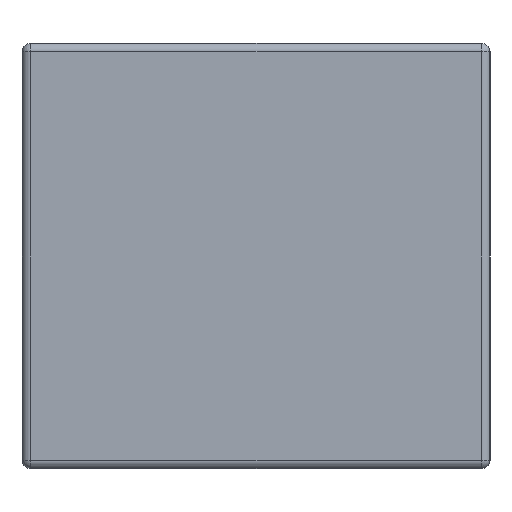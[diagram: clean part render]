
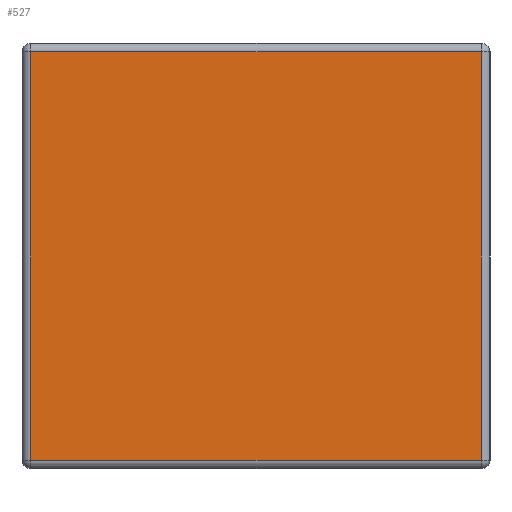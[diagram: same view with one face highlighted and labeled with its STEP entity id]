
A CAD part, left-side view. The second image highlights one B-rep face of the part: STEP entity #527.
In plain terms, the highlighted planar face has unit normal (-1, 0, 0).
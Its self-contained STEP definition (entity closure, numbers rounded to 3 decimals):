
#51 = DIRECTION ( 'NONE',  ( 0., -1., 0. ) ) ;
#103 = VECTOR ( 'NONE', #869, 1000. ) ;
#113 = DIRECTION ( 'NONE',  ( 0., 1., 0. ) ) ;
#122 = VERTEX_POINT ( 'NONE', #555 ) ;
#141 = LINE ( 'NONE', #777, #1048 ) ;
#185 = VERTEX_POINT ( 'NONE', #207 ) ;
#207 = CARTESIAN_POINT ( 'NONE',  ( -0.5, 0.01, -0.24 ) ) ;
#246 = VECTOR ( 'NONE', #51, 1000. ) ;
#292 = EDGE_LOOP ( 'NONE', ( #541, #1060, #454, #1081 ) ) ;
#296 = CARTESIAN_POINT ( 'NONE',  ( -0.5, 0.55, 0.24 ) ) ;
#336 = DIRECTION ( 'NONE',  ( 0., 0., -1. ) ) ;
#360 = LINE ( 'NONE', #799, #103 ) ;
#401 = LINE ( 'NONE', #470, #246 ) ;
#440 = CARTESIAN_POINT ( 'NONE',  ( -0.5, 0.54, -0.24 ) ) ;
#448 = DIRECTION ( 'NONE',  ( 0., 0., -1. ) ) ;
#454 = ORIENTED_EDGE ( 'NONE', *, *, #927, .T. ) ;
#470 = CARTESIAN_POINT ( 'NONE',  ( -0.5, 0.55, -0.24 ) ) ;
#486 = LINE ( 'NONE', #296, #741 ) ;
#515 = CARTESIAN_POINT ( 'NONE',  ( -0.5, 0.01, 0.24 ) ) ;
#527 = ADVANCED_FACE ( 'NONE', ( #794 ), #632, .F. ) ;
#541 = ORIENTED_EDGE ( 'NONE', *, *, #853, .T. ) ;
#555 = CARTESIAN_POINT ( 'NONE',  ( -0.5, 0.54, 0.24 ) ) ;
#632 = PLANE ( 'NONE',  #1043 ) ;
#638 = DIRECTION ( 'NONE',  ( 1., 0., 0. ) ) ;
#658 = EDGE_CURVE ( 'NONE', #917, #122, #486, .T. ) ;
#678 = EDGE_CURVE ( 'NONE', #1022, #185, #401, .T. ) ;
#741 = VECTOR ( 'NONE', #113, 1000. ) ;
#777 = CARTESIAN_POINT ( 'NONE',  ( -0.5, 0.54, 0.25 ) ) ;
#794 = FACE_OUTER_BOUND ( 'NONE', #292, .T. ) ;
#799 = CARTESIAN_POINT ( 'NONE',  ( -0.5, 0.01, 0.25 ) ) ;
#853 = EDGE_CURVE ( 'NONE', #122, #1022, #141, .T. ) ;
#869 = DIRECTION ( 'NONE',  ( 0., 0., 1. ) ) ;
#917 = VERTEX_POINT ( 'NONE', #515 ) ;
#927 = EDGE_CURVE ( 'NONE', #185, #917, #360, .T. ) ;
#1022 = VERTEX_POINT ( 'NONE', #440 ) ;
#1043 = AXIS2_PLACEMENT_3D ( 'NONE', #1054, #638, #448 ) ;
#1048 = VECTOR ( 'NONE', #336, 1000. ) ;
#1054 = CARTESIAN_POINT ( 'NONE',  ( -0.5, 0.55, 0.25 ) ) ;
#1060 = ORIENTED_EDGE ( 'NONE', *, *, #678, .T. ) ;
#1081 = ORIENTED_EDGE ( 'NONE', *, *, #658, .T. ) ;
